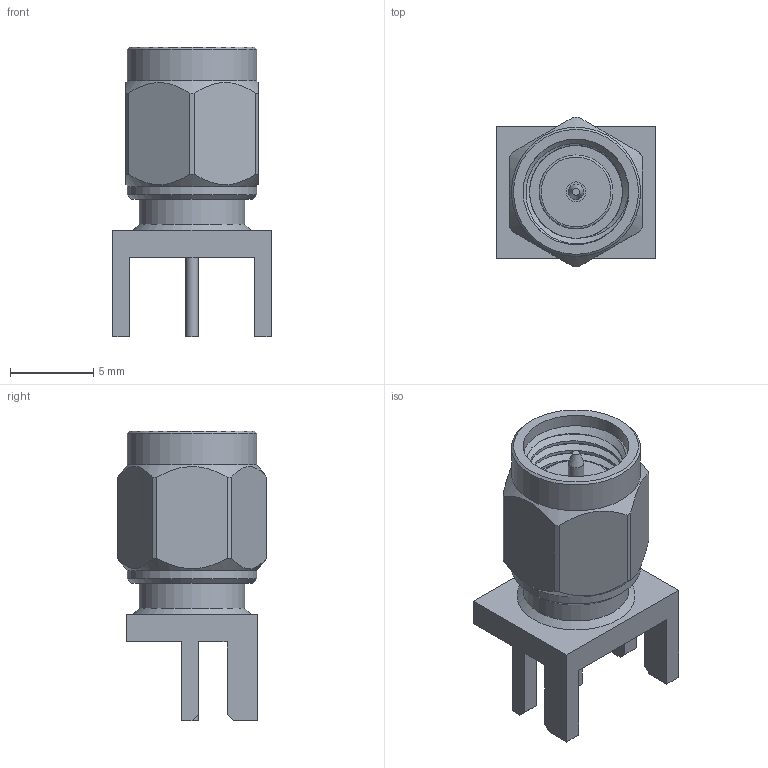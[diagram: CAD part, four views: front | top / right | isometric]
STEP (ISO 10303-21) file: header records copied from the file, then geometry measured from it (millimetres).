
FILE_DESCRIPTION (( 'STEP AP203' ), '1' );
FILE_NAME ('PE4912_3D.step', '2021-06-24T14:59:21', ( '' ), ( '' ), 'SwSTEP 2.0', 'SolidWorks 2020', '' );
FILE_SCHEMA (( 'CONFIG_CONTROL_DESIGN' ));
Length unit declared in the file: inch
Products named in the file (1): PE4912_3D
Bounding box: 9.53 x 8.99 x 17.42 mm (x, y, z)
Volume: 584.1 mm3; surface area: 799.8 mm2
Topology: 1 solids, 1 shells, 72 faces, 195 edges, 134 vertices
Faces by surface type: plane 39, cylinder 22, cone 7, bspline 4
Full cylindrical faces by diameter (mm): 0.762 x1, 0.94 x1, 1.016 x1, 1.194 x1, 4.318 x1, 4.445 x1, 6.35 x7, 7.762 x2
Entity records: 4136 total; most frequent: CARTESIAN_POINT 2516, ORIENTED_EDGE 330, DIRECTION 278, EDGE_CURVE 165, VERTEX_POINT 127, AXIS2_PLACEMENT_3D 100, EDGE_LOOP 92, VECTOR 78
